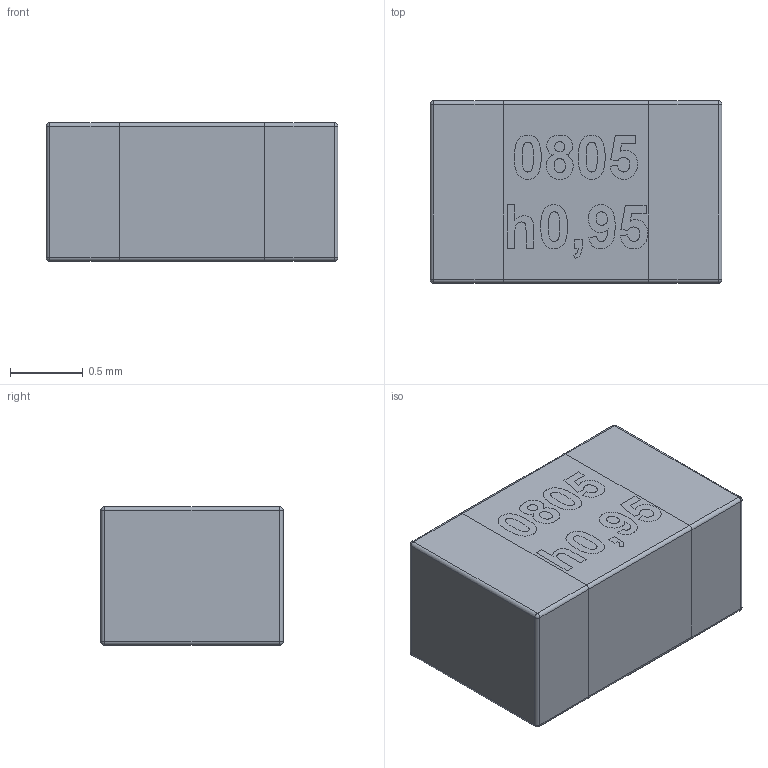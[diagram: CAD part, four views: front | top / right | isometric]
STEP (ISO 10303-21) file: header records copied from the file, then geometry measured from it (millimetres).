
FILE_DESCRIPTION (( 'STEP AP214' ), '1' );
FILE_NAME ('c_0805-h0.95.STEP', '2024-11-26T20:17:30', ( '' ), ( '' ), 'SwSTEP 2.0', 'SolidWorks 2021', '' );
FILE_SCHEMA (( 'AUTOMOTIVE_DESIGN' ));
Length unit declared in the file: millimetre
Products named in the file (1): c_0805-h0.95
Bounding box: 2 x 1.25 x 0.95 mm (x, y, z)
Volume: 2.4 mm3; surface area: 15.7 mm2
Topology: 3 solids, 3 shells, 61 faces, 224 edges, 176 vertices
Faces by surface type: plane 33, cylinder 20, sphere 8
Entity records: 3941 total; most frequent: CARTESIAN_POINT 1682, ORIENTED_EDGE 432, DIRECTION 288, EDGE_CURVE 216, VERTEX_POINT 176, AXIS2_PLACEMENT_3D 102, B_SPLINE_CURVE_WITH_KNOTS 92, VECTOR 84
